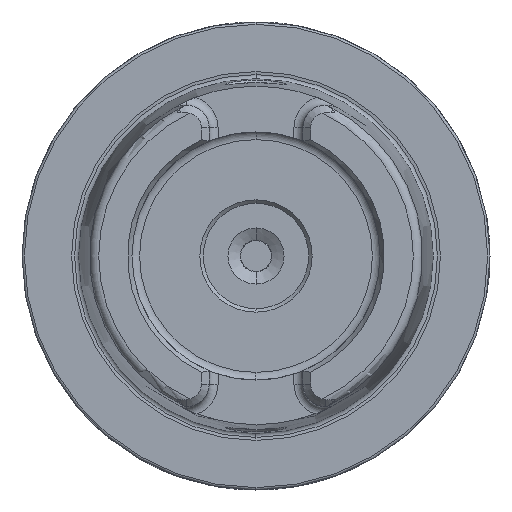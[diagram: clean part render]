
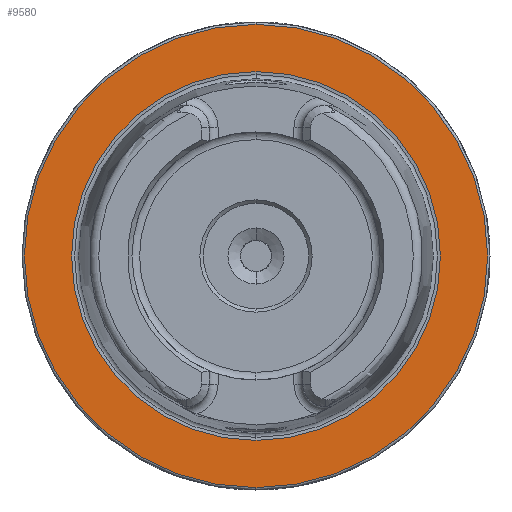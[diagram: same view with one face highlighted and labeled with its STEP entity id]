
A CAD part, left-side view. The second image highlights one B-rep face of the part: STEP entity #9580.
In plain terms, the highlighted planar face has unit normal (-1, 0, 0).
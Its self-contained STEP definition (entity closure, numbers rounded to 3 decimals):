
#95 = EDGE_CURVE ( 'NONE', #426, #427, #6644, .T. ) ;
#96 = EDGE_CURVE ( 'NONE', #431, #432, #6654, .T. ) ;
#186 = ORIENTED_EDGE ( 'NONE', *, *, #96, .T. ) ;
#187 = ORIENTED_EDGE ( 'NONE', *, *, #6784, .T. ) ;
#188 = ORIENTED_EDGE ( 'NONE', *, *, #6788, .F. ) ;
#189 = ORIENTED_EDGE ( 'NONE', *, *, #95, .F. ) ;
#426 = VERTEX_POINT ( 'NONE', #10431 ) ;
#427 = VERTEX_POINT ( 'NONE', #10432 ) ;
#431 = VERTEX_POINT ( 'NONE', #10436 ) ;
#432 = VERTEX_POINT ( 'NONE', #10437 ) ;
#868 = EDGE_LOOP ( 'NONE', ( #187, #186 ) ) ;
#883 = EDGE_LOOP ( 'NONE', ( #189, #188 ) ) ;
#3451 = CARTESIAN_POINT ( 'NONE',  ( 0., 0., 0. ) ) ;
#3452 = DIRECTION ( 'NONE',  ( -1., 0., 0. ) ) ;
#3453 = DIRECTION ( 'NONE',  ( 0., 0., 1. ) ) ;
#3464 = CARTESIAN_POINT ( 'NONE',  ( 0., 0., 0. ) ) ;
#3465 = DIRECTION ( 'NONE',  ( -1., 0., 0. ) ) ;
#3466 = DIRECTION ( 'NONE',  ( 0., 0., 1. ) ) ;
#4754 = AXIS2_PLACEMENT_3D ( 'NONE', #3464, #3465, #3466 ) ;
#4758 = CIRCLE ( 'NONE', #4754, 39.405 ) ;
#4761 = AXIS2_PLACEMENT_3D ( 'NONE', #3451, #3452, #3453 ) ;
#4764 = CIRCLE ( 'NONE', #4761, 49.5 ) ;
#5507 = DIRECTION ( 'NONE',  ( 0., 0., 1. ) ) ;
#6612 = AXIS2_PLACEMENT_3D ( 'NONE', #10228, #10229, #10230 ) ;
#6631 = AXIS2_PLACEMENT_3D ( 'NONE', #10092, #10093, #5507 ) ;
#6644 = CIRCLE ( 'NONE', #6631, 39.405 ) ;
#6654 = CIRCLE ( 'NONE', #6612, 49.5 ) ;
#6784 = EDGE_CURVE ( 'NONE', #432, #431, #4764, .T. ) ;
#6788 = EDGE_CURVE ( 'NONE', #427, #426, #4758, .T. ) ;
#7237 = DIRECTION ( 'NONE',  ( 1., 0., 0. ) ) ;
#7247 = CARTESIAN_POINT ( 'NONE',  ( 0., 49.5, 0. ) ) ;
#7248 = FACE_BOUND ( 'NONE', #883, .T. ) ;
#7250 = FACE_OUTER_BOUND ( 'NONE', #868, .T. ) ;
#7251 = PLANE ( 'NONE',  #9297 ) ;
#7253 = DIRECTION ( 'NONE',  ( 0., 0., -1. ) ) ;
#9297 = AXIS2_PLACEMENT_3D ( 'NONE', #7247, #7237, #7253 ) ;
#9580 = ADVANCED_FACE ( 'NONE', ( #7248, #7250 ), #7251, .F. ) ;
#10092 = CARTESIAN_POINT ( 'NONE',  ( 0., 0., 0. ) ) ;
#10093 = DIRECTION ( 'NONE',  ( -1., 0., 0. ) ) ;
#10228 = CARTESIAN_POINT ( 'NONE',  ( 0., 0., 0. ) ) ;
#10229 = DIRECTION ( 'NONE',  ( -1., 0., 0. ) ) ;
#10230 = DIRECTION ( 'NONE',  ( 0., 0., 1. ) ) ;
#10431 = CARTESIAN_POINT ( 'NONE',  ( 0., 0., 39.405 ) ) ;
#10432 = CARTESIAN_POINT ( 'NONE',  ( 0., 0., -39.405 ) ) ;
#10436 = CARTESIAN_POINT ( 'NONE',  ( 0., 0., -49.5 ) ) ;
#10437 = CARTESIAN_POINT ( 'NONE',  ( 0., 0., 49.5 ) ) ;
